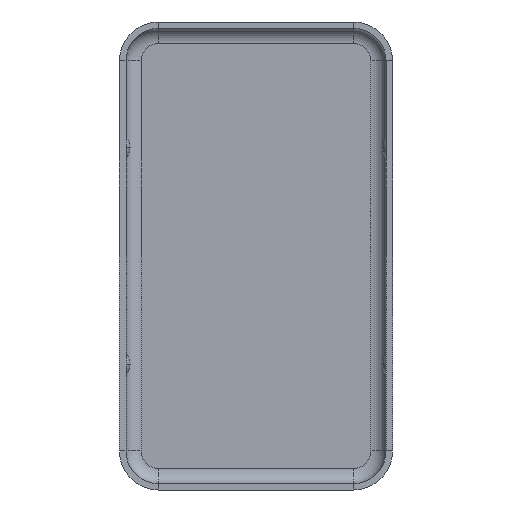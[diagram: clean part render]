
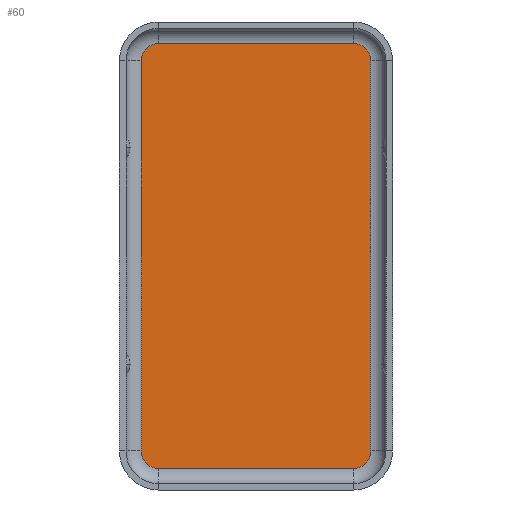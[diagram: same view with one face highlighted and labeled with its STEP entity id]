
A CAD part, front view. The second image highlights one B-rep face of the part: STEP entity #60.
In plain terms, the highlighted planar face has unit normal (0, -1, 0).
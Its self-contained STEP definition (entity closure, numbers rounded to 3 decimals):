
#55 = VERTEX_POINT ( 'NONE', #725 ) ;
#60 = ADVANCED_FACE ( 'NONE', ( #1595 ), #853, .T. ) ;
#63 = CARTESIAN_POINT ( 'NONE',  ( 4.5, 0., 9.8 ) ) ;
#72 = CARTESIAN_POINT ( 'NONE',  ( -4.5, 0., 9.8 ) ) ;
#98 = DIRECTION ( 'NONE',  ( 0., 0., -1. ) ) ;
#120 = AXIS2_PLACEMENT_3D ( 'NONE', #198, #1470, #601 ) ;
#168 = CARTESIAN_POINT ( 'NONE',  ( 4.5, 0., 9. ) ) ;
#180 = DIRECTION ( 'NONE',  ( 0., -1., 0. ) ) ;
#198 = CARTESIAN_POINT ( 'NONE',  ( -4.5, 0., -9. ) ) ;
#212 = EDGE_CURVE ( 'NONE', #1100, #55, #476, .T. ) ;
#262 = CARTESIAN_POINT ( 'NONE',  ( 4.5, 0., -9.8 ) ) ;
#299 = VECTOR ( 'NONE', #1534, 1000. ) ;
#300 = DIRECTION ( 'NONE',  ( -1., 0., 0. ) ) ;
#307 = EDGE_CURVE ( 'NONE', #1028, #1100, #820, .T. ) ;
#327 = CARTESIAN_POINT ( 'NONE',  ( 4.5, 0., -9. ) ) ;
#336 = CARTESIAN_POINT ( 'NONE',  ( 4.5, 0., 9.8 ) ) ;
#369 = CARTESIAN_POINT ( 'NONE',  ( -5.3, 0., -9. ) ) ;
#374 = DIRECTION ( 'NONE',  ( 0., 0., -1. ) ) ;
#384 = ORIENTED_EDGE ( 'NONE', *, *, #400, .T. ) ;
#398 = ORIENTED_EDGE ( 'NONE', *, *, #307, .F. ) ;
#400 = EDGE_CURVE ( 'NONE', #1028, #1058, #1298, .T. ) ;
#443 = DIRECTION ( 'NONE',  ( 0., 0., 1. ) ) ;
#468 = DIRECTION ( 'NONE',  ( 0., 0., -1. ) ) ;
#472 = EDGE_CURVE ( 'NONE', #1058, #1068, #1592, .T. ) ;
#476 = CIRCLE ( 'NONE', #1162, 0.8 ) ;
#543 = EDGE_LOOP ( 'NONE', ( #1273, #1127, #398, #384, #1333, #1510, #1372, #775 ) ) ;
#592 = CARTESIAN_POINT ( 'NONE',  ( 5.3, 0., 0. ) ) ;
#601 = DIRECTION ( 'NONE',  ( 0., 0., 1. ) ) ;
#614 = VERTEX_POINT ( 'NONE', #1398 ) ;
#619 = CIRCLE ( 'NONE', #120, 0.8 ) ;
#630 = LINE ( 'NONE', #262, #299 ) ;
#692 = VERTEX_POINT ( 'NONE', #369 ) ;
#704 = VECTOR ( 'NONE', #300, 1000. ) ;
#725 = CARTESIAN_POINT ( 'NONE',  ( 4.5, 0., -9.8 ) ) ;
#775 = ORIENTED_EDGE ( 'NONE', *, *, #1000, .T. ) ;
#778 = EDGE_CURVE ( 'NONE', #938, #692, #816, .T. ) ;
#784 = AXIS2_PLACEMENT_3D ( 'NONE', #799, #1310, #1306 ) ;
#799 = CARTESIAN_POINT ( 'NONE',  ( -4.5, 0., 9. ) ) ;
#816 = LINE ( 'NONE', #1622, #1195 ) ;
#820 = LINE ( 'NONE', #592, #1358 ) ;
#823 = AXIS2_PLACEMENT_3D ( 'NONE', #168, #180, #1044 ) ;
#853 = PLANE ( 'NONE',  #916 ) ;
#916 = AXIS2_PLACEMENT_3D ( 'NONE', #1619, #1112, #468 ) ;
#938 = VERTEX_POINT ( 'NONE', #1206 ) ;
#1000 = EDGE_CURVE ( 'NONE', #692, #614, #619, .T. ) ;
#1028 = VERTEX_POINT ( 'NONE', #1335 ) ;
#1044 = DIRECTION ( 'NONE',  ( 0., 0., -1. ) ) ;
#1058 = VERTEX_POINT ( 'NONE', #336 ) ;
#1068 = VERTEX_POINT ( 'NONE', #72 ) ;
#1093 = DIRECTION ( 'NONE',  ( 0., 1., 0. ) ) ;
#1100 = VERTEX_POINT ( 'NONE', #1460 ) ;
#1112 = DIRECTION ( 'NONE',  ( 0., -1., 0. ) ) ;
#1127 = ORIENTED_EDGE ( 'NONE', *, *, #212, .F. ) ;
#1162 = AXIS2_PLACEMENT_3D ( 'NONE', #327, #1093, #443 ) ;
#1195 = VECTOR ( 'NONE', #374, 1000. ) ;
#1202 = CIRCLE ( 'NONE', #784, 0.8 ) ;
#1206 = CARTESIAN_POINT ( 'NONE',  ( -5.3, 0., 9. ) ) ;
#1247 = EDGE_CURVE ( 'NONE', #938, #1068, #1202, .T. ) ;
#1273 = ORIENTED_EDGE ( 'NONE', *, *, #1440, .F. ) ;
#1298 = CIRCLE ( 'NONE', #823, 0.8 ) ;
#1306 = DIRECTION ( 'NONE',  ( 0., 0., -1. ) ) ;
#1310 = DIRECTION ( 'NONE',  ( 0., 1., 0. ) ) ;
#1333 = ORIENTED_EDGE ( 'NONE', *, *, #472, .T. ) ;
#1335 = CARTESIAN_POINT ( 'NONE',  ( 5.3, 0., 9. ) ) ;
#1358 = VECTOR ( 'NONE', #98, 1000. ) ;
#1372 = ORIENTED_EDGE ( 'NONE', *, *, #778, .T. ) ;
#1398 = CARTESIAN_POINT ( 'NONE',  ( -4.5, 0., -9.8 ) ) ;
#1440 = EDGE_CURVE ( 'NONE', #55, #614, #630, .T. ) ;
#1460 = CARTESIAN_POINT ( 'NONE',  ( 5.3, 0., -9. ) ) ;
#1470 = DIRECTION ( 'NONE',  ( 0., -1., 0. ) ) ;
#1510 = ORIENTED_EDGE ( 'NONE', *, *, #1247, .F. ) ;
#1534 = DIRECTION ( 'NONE',  ( -1., 0., 0. ) ) ;
#1592 = LINE ( 'NONE', #63, #704 ) ;
#1595 = FACE_OUTER_BOUND ( 'NONE', #543, .T. ) ;
#1619 = CARTESIAN_POINT ( 'NONE',  ( 4.5, 0., -9. ) ) ;
#1622 = CARTESIAN_POINT ( 'NONE',  ( -5.3, 0., 0. ) ) ;
